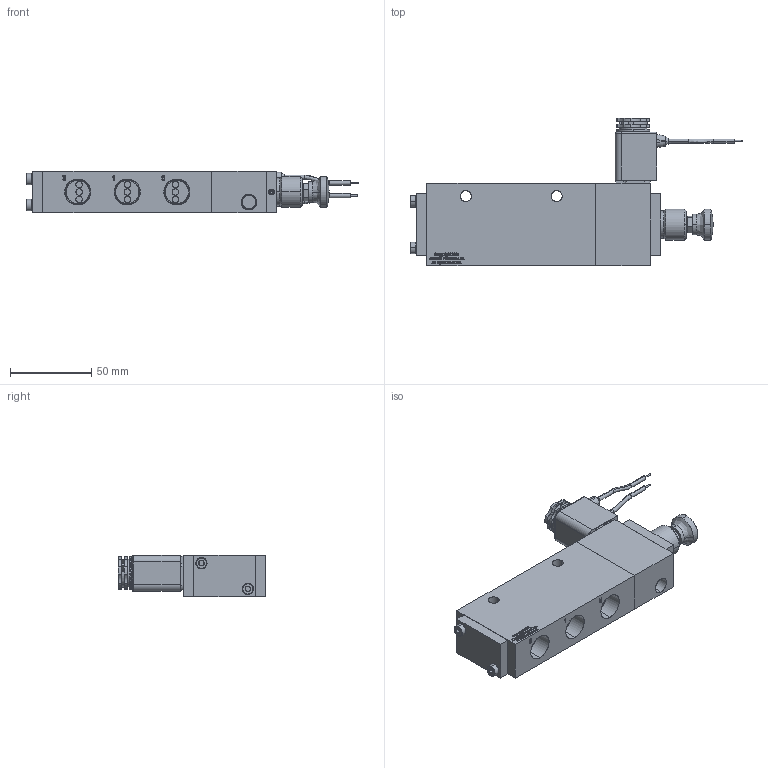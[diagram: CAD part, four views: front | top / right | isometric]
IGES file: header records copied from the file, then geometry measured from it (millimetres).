
Start section: SolidWorks IGES file using analytic representation for surfaces
Global section: file name: V38505E912-DAL-VALVE-.38-NPT-5-2-SR-PPSOL-12DC.IGS; native system: SolidWorks 2018; preprocessor: SolidWorks 2018; author: engremote3; date: 210730.083128; units: inch
Bounding box: 204.17 x 90.9 x 25.43 mm (x, y, z)
Surface area: 38974.7 mm2 (no closed solid volume)
Topology: 0 solids, 0 shells, 2084 faces, 23147 edges, 23141 vertices
Faces by surface type: bspline 1746, revolution 338
